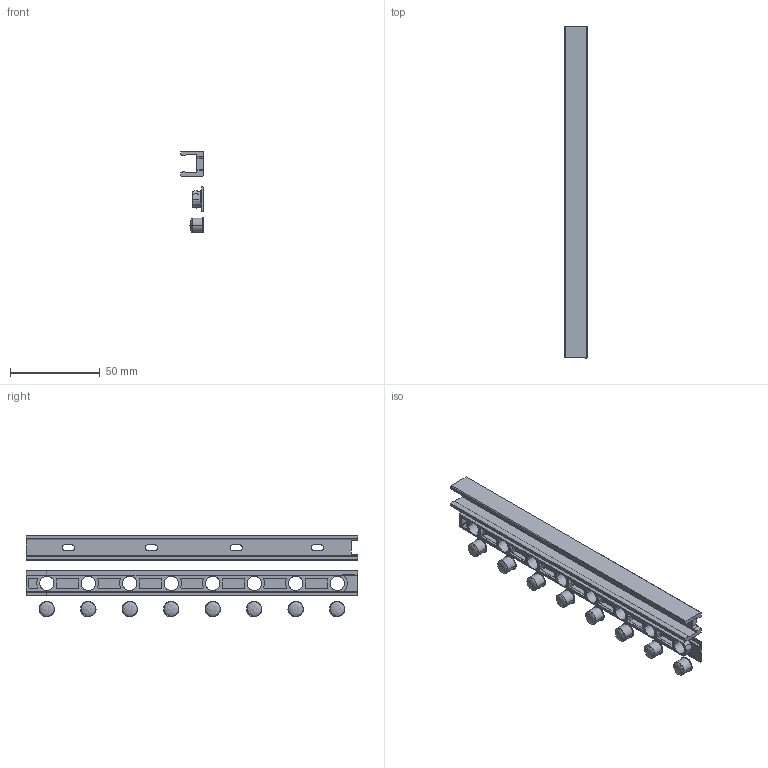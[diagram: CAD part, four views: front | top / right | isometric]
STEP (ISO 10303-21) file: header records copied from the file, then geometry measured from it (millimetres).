
FILE_DESCRIPTION(/* description */ (''),/* implementation_level */ '2;1');
FILE_NAME(/* name */ 'ERCFLE~1',/* time_stamp */ '2024-04-23T11:47:30+08:00',/* author */ (''),/* organization */ (''),/* preprocessor_version */ 'ST-DEVELOPER v16.5',/* originating_system */ '',/* authorisation */ '');
FILE_SCHEMA (('AUTOMOTIVE_DESIGN'));
Length unit declared in the file: millimetre
Products named in the file (1): Document
Bounding box: 12.5 x 184.4 x 45.45 mm (x, y, z)
Volume: 22393.7 mm3; surface area: 25287.6 mm2
Topology: 10 solids, 10 shells, 318 faces, 810 edges, 526 vertices
Faces by surface type: bspline 263, plane 55
Entity records: 13085 total; most frequent: CARTESIAN_POINT 8577, ORIENTED_EDGE 1588, EDGE_CURVE 794, VERTEX_POINT 526, EDGE_LOOP 372, ADVANCED_FACE 318, FACE_OUTER_BOUND 318, B_SPLINE_CURVE_WITH_KNOTS 240
